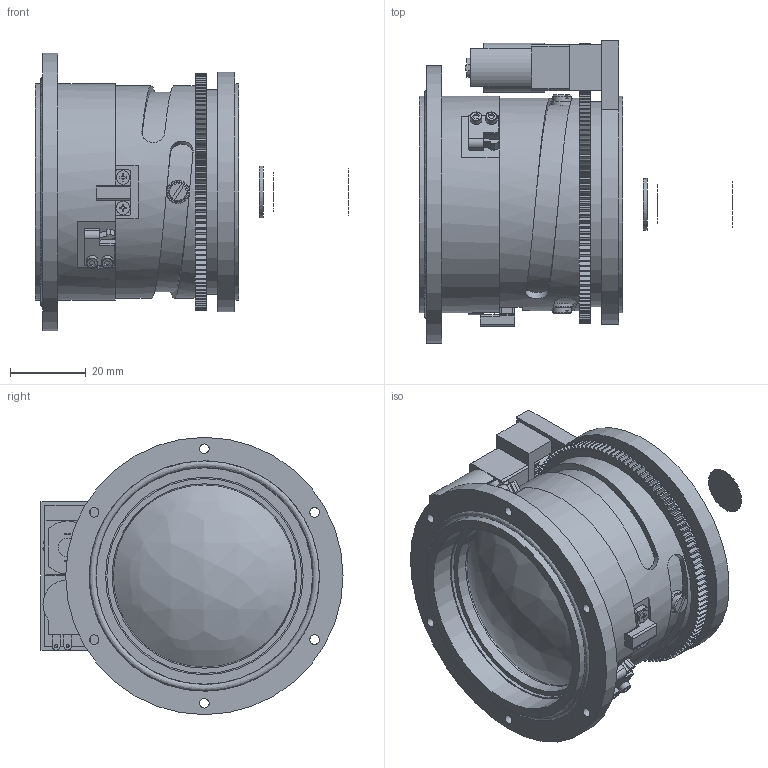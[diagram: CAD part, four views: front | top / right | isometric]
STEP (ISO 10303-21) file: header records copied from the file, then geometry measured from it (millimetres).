
FILE_DESCRIPTION (( 'STEP AP203' ), '1' );
FILE_NAME ('LB-0031-350F2中波制冷电动镜头外形图-20210826.STEP', '2023-11-06T08:30:45', ( 'Windows User' ), ( 'P R C' ), 'SwSTEP 2.0', 'SolidWorks 2020', '' );
FILE_SCHEMA (( 'CONFIG_CONTROL_DESIGN' ));
Length unit declared in the file: millimetre
Products named in the file (1): LB-0031-350F2中波制冷电动镜头外形图-20210826
Bounding box: 82.6 x 79.5 x 73 mm (x, y, z)
Volume: 136525.2 mm3; surface area: 35711.3 mm2
Topology: 13 solids, 17 shells, 1320 faces, 3661 edges, 2430 vertices
Faces by surface type: cylinder 591, bspline 359, plane 328, cone 42
Full cylindrical faces by diameter (mm): 0.4 x2, 0.8 x3, 1.25 x8, 1.6 x6, 1.8 x10, 2 x2, 2.05 x4, 2.2 x2, 2.5 x6, 3 x8, 3.5 x2, 4 x3, 5 x3, 6 x1, 8 x2, 10 x2, 10.253 x1, 12.318 x1, 13 x1, 13.68 x1, 24.2 x1, 39 x1, 43 x1, 48 x1, 51.3 x1, 52 x1, 54 x1, 56 x1, 57 x3, 60.6 x1
Entity records: 57211 total; most frequent: CARTESIAN_POINT 25522, ORIENTED_EDGE 6962, DIRECTION 5873, EDGE_CURVE 3481, VERTEX_POINT 2373, AXIS2_PLACEMENT_3D 2180, EDGE_LOOP 1544, VECTOR 1513
